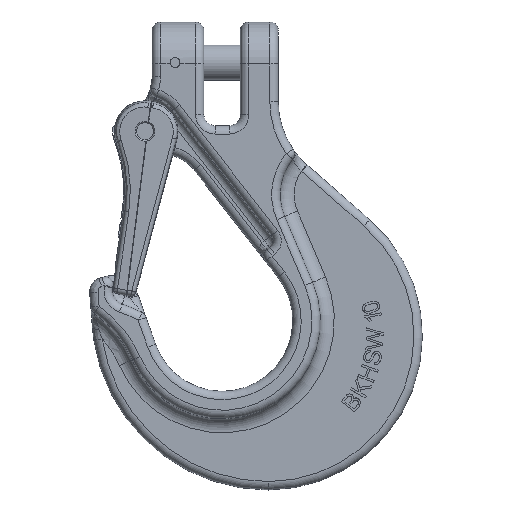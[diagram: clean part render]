
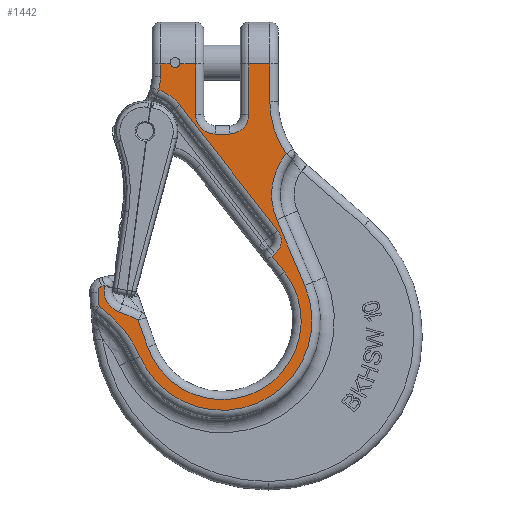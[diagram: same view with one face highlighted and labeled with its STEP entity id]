
A CAD part, top view. The second image highlights one B-rep face of the part: STEP entity #1442.
In plain terms, the highlighted planar face has unit normal (0, 0, 1).
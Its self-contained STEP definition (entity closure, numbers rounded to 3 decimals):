
#674=FACE_OUTER_BOUND('',#3128,.T.);
#1442=ADVANCED_FACE('',(#674),#2246,.F.);
#2246=PLANE('',#13466);
#2586=CIRCLE('',#13452,1.75);
#2587=CIRCLE('',#13453,18.);
#2588=CIRCLE('',#13454,15.5);
#2589=CIRCLE('',#13455,6.);
#2590=CIRCLE('',#13456,28.207);
#2591=CIRCLE('',#13457,37.);
#2592=CIRCLE('',#13458,8.);
#2593=CIRCLE('',#13459,2.);
#2594=CIRCLE('',#13460,43.);
#2595=CIRCLE('',#13461,32.);
#2596=CIRCLE('',#13462,23.);
#2597=CIRCLE('',#13463,33.);
#2598=CIRCLE('',#13464,7.);
#2599=CIRCLE('',#13465,7.);
#3128=EDGE_LOOP('',(#4841,#4842,#4843,#4844,#4845,#4846,#4847,#4848,#4849,
#4850,#4851,#4852,#4853,#4854,#4855,#4856,#4857,#4858,#4859,#4860,#4861,
#4862,#4863,#4864,#4865,#4866,#4867,#4868,#4869,#4870));
#4841=ORIENTED_EDGE('',*,*,#9960,.F.);
#4842=ORIENTED_EDGE('',*,*,#9951,.T.);
#4843=ORIENTED_EDGE('',*,*,#9961,.T.);
#4844=ORIENTED_EDGE('',*,*,#9962,.T.);
#4845=ORIENTED_EDGE('',*,*,#9963,.T.);
#4846=ORIENTED_EDGE('',*,*,#9964,.T.);
#4847=ORIENTED_EDGE('',*,*,#9965,.T.);
#4848=ORIENTED_EDGE('',*,*,#9966,.T.);
#4849=ORIENTED_EDGE('',*,*,#9967,.T.);
#4850=ORIENTED_EDGE('',*,*,#9968,.T.);
#4851=ORIENTED_EDGE('',*,*,#9969,.T.);
#4852=ORIENTED_EDGE('',*,*,#9970,.T.);
#4853=ORIENTED_EDGE('',*,*,#9971,.T.);
#4854=ORIENTED_EDGE('',*,*,#9972,.T.);
#4855=ORIENTED_EDGE('',*,*,#9973,.T.);
#4856=ORIENTED_EDGE('',*,*,#9974,.T.);
#4857=ORIENTED_EDGE('',*,*,#9975,.T.);
#4858=ORIENTED_EDGE('',*,*,#9976,.T.);
#4859=ORIENTED_EDGE('',*,*,#9977,.T.);
#4860=ORIENTED_EDGE('',*,*,#9978,.T.);
#4861=ORIENTED_EDGE('',*,*,#9979,.T.);
#4862=ORIENTED_EDGE('',*,*,#9980,.T.);
#4863=ORIENTED_EDGE('',*,*,#9981,.T.);
#4864=ORIENTED_EDGE('',*,*,#9982,.T.);
#4865=ORIENTED_EDGE('',*,*,#9983,.T.);
#4866=ORIENTED_EDGE('',*,*,#9984,.T.);
#4867=ORIENTED_EDGE('',*,*,#9985,.T.);
#4868=ORIENTED_EDGE('',*,*,#9986,.T.);
#4869=ORIENTED_EDGE('',*,*,#9987,.T.);
#4870=ORIENTED_EDGE('',*,*,#9953,.T.);
#8740=VERTEX_POINT('',#18085);
#8741=VERTEX_POINT('',#18087);
#8742=VERTEX_POINT('',#18122);
#8743=VERTEX_POINT('',#18124);
#8749=VERTEX_POINT('',#18259);
#8750=VERTEX_POINT('',#18261);
#8751=VERTEX_POINT('',#18263);
#8752=VERTEX_POINT('',#18265);
#8753=VERTEX_POINT('',#18267);
#8754=VERTEX_POINT('',#18269);
#8755=VERTEX_POINT('',#18271);
#8756=VERTEX_POINT('',#18273);
#8757=VERTEX_POINT('',#18275);
#8758=VERTEX_POINT('',#18277);
#8759=VERTEX_POINT('',#18279);
#8760=VERTEX_POINT('',#18281);
#8761=VERTEX_POINT('',#18283);
#8762=VERTEX_POINT('',#18285);
#8763=VERTEX_POINT('',#18287);
#8764=VERTEX_POINT('',#18289);
#8765=VERTEX_POINT('',#18291);
#8766=VERTEX_POINT('',#18293);
#8767=VERTEX_POINT('',#18295);
#8768=VERTEX_POINT('',#18297);
#8769=VERTEX_POINT('',#18299);
#8770=VERTEX_POINT('',#18301);
#8771=VERTEX_POINT('',#18303);
#8772=VERTEX_POINT('',#18305);
#8773=VERTEX_POINT('',#18307);
#8774=VERTEX_POINT('',#18309);
#9951=EDGE_CURVE('',#8741,#8740,#11859,.T.);
#9953=EDGE_CURVE('',#8743,#8742,#11860,.T.);
#9960=EDGE_CURVE('',#8741,#8742,#2586,.T.);
#9961=EDGE_CURVE('',#8740,#8749,#11861,.T.);
#9962=EDGE_CURVE('',#8749,#8750,#2587,.T.);
#9963=EDGE_CURVE('',#8750,#8751,#2588,.T.);
#9964=EDGE_CURVE('',#8751,#8752,#11862,.T.);
#9965=EDGE_CURVE('',#8752,#8753,#2589,.T.);
#9966=EDGE_CURVE('',#8753,#8754,#11863,.T.);
#9967=EDGE_CURVE('',#8754,#8755,#11864,.T.);
#9968=EDGE_CURVE('',#8755,#8756,#2590,.T.);
#9969=EDGE_CURVE('',#8756,#8757,#11865,.T.);
#9970=EDGE_CURVE('',#8757,#8758,#2591,.T.);
#9971=EDGE_CURVE('',#8758,#8759,#2592,.T.);
#9972=EDGE_CURVE('',#8759,#8760,#11866,.T.);
#9973=EDGE_CURVE('',#8760,#8761,#11867,.T.);
#9974=EDGE_CURVE('',#8761,#8762,#2593,.T.);
#9975=EDGE_CURVE('',#8762,#8763,#11868,.T.);
#9976=EDGE_CURVE('',#8763,#8764,#2594,.T.);
#9977=EDGE_CURVE('',#8764,#8765,#2595,.T.);
#9978=EDGE_CURVE('',#8765,#8766,#11869,.T.);
#9979=EDGE_CURVE('',#8766,#8767,#2596,.T.);
#9980=EDGE_CURVE('',#8767,#8768,#2597,.T.);
#9981=EDGE_CURVE('',#8768,#8769,#11870,.T.);
#9982=EDGE_CURVE('',#8769,#8770,#11871,.T.);
#9983=EDGE_CURVE('',#8770,#8771,#11872,.T.);
#9984=EDGE_CURVE('',#8771,#8772,#2598,.T.);
#9985=EDGE_CURVE('',#8772,#8773,#11873,.T.);
#9986=EDGE_CURVE('',#8773,#8774,#2599,.T.);
#9987=EDGE_CURVE('',#8774,#8743,#11874,.T.);
#11859=LINE('',#18086,#12619);
#11860=LINE('',#18123,#12620);
#11861=LINE('',#18258,#12621);
#11862=LINE('',#18264,#12622);
#11863=LINE('',#18268,#12623);
#11864=LINE('',#18270,#12624);
#11865=LINE('',#18274,#12625);
#11866=LINE('',#18280,#12626);
#11867=LINE('',#18282,#12627);
#11868=LINE('',#18286,#12628);
#11869=LINE('',#18292,#12629);
#11870=LINE('',#18298,#12630);
#11871=LINE('',#18300,#12631);
#11872=LINE('',#18302,#12632);
#11873=LINE('',#18306,#12633);
#11874=LINE('',#18310,#12634);
#12619=VECTOR('',#14631,1.);
#12620=VECTOR('',#14632,1.);
#12621=VECTOR('',#14645,1.);
#12622=VECTOR('',#14650,1.);
#12623=VECTOR('',#14653,1.);
#12624=VECTOR('',#14654,1.);
#12625=VECTOR('',#14657,1.);
#12626=VECTOR('',#14662,1.);
#12627=VECTOR('',#14663,1.);
#12628=VECTOR('',#14666,1.);
#12629=VECTOR('',#14671,1.);
#12630=VECTOR('',#14676,1.);
#12631=VECTOR('',#14677,1.);
#12632=VECTOR('',#14678,1.);
#12633=VECTOR('',#14681,1.);
#12634=VECTOR('',#14684,1.);
#13452=AXIS2_PLACEMENT_3D('',#18257,#14643,#14644);
#13453=AXIS2_PLACEMENT_3D('',#18260,#14646,#14647);
#13454=AXIS2_PLACEMENT_3D('',#18262,#14648,#14649);
#13455=AXIS2_PLACEMENT_3D('',#18266,#14651,#14652);
#13456=AXIS2_PLACEMENT_3D('',#18272,#14655,#14656);
#13457=AXIS2_PLACEMENT_3D('',#18276,#14658,#14659);
#13458=AXIS2_PLACEMENT_3D('',#18278,#14660,#14661);
#13459=AXIS2_PLACEMENT_3D('',#18284,#14664,#14665);
#13460=AXIS2_PLACEMENT_3D('',#18288,#14667,#14668);
#13461=AXIS2_PLACEMENT_3D('',#18290,#14669,#14670);
#13462=AXIS2_PLACEMENT_3D('',#18294,#14672,#14673);
#13463=AXIS2_PLACEMENT_3D('',#18296,#14674,#14675);
#13464=AXIS2_PLACEMENT_3D('',#18304,#14679,#14680);
#13465=AXIS2_PLACEMENT_3D('',#18308,#14682,#14683);
#13466=AXIS2_PLACEMENT_3D('',#18311,#14685,#14686);
#14631=DIRECTION('',(-1.,0.,0.));
#14632=DIRECTION('',(-1.,0.,0.));
#14643=DIRECTION('',(0.,0.,1.));
#14644=DIRECTION('',(-1.,0.,0.));
#14645=DIRECTION('',(0.,-1.,0.));
#14646=DIRECTION('',(0.,0.,-1.));
#14647=DIRECTION('',(-1.,0.,0.));
#14648=DIRECTION('',(0.,0.,-1.));
#14649=DIRECTION('',(-1.,0.,0.));
#14650=DIRECTION('',(0.616,-0.788,0.));
#14651=DIRECTION('',(0.,0.,-1.));
#14652=DIRECTION('',(-1.,0.,0.));
#14653=DIRECTION('',(-0.788,-0.616,0.));
#14654=DIRECTION('',(0.616,-0.788,0.));
#14655=DIRECTION('',(0.,0.,-1.));
#14656=DIRECTION('',(-1.,0.,0.));
#14657=DIRECTION('',(-0.336,0.942,0.));
#14658=DIRECTION('',(0.,0.,1.));
#14659=DIRECTION('',(-1.,0.,0.));
#14660=DIRECTION('',(0.,0.,-1.));
#14661=DIRECTION('',(-1.,0.,0.));
#14662=DIRECTION('',(0.202,0.979,0.));
#14663=DIRECTION('',(-0.942,-0.336,0.));
#14664=DIRECTION('',(0.,0.,1.));
#14665=DIRECTION('',(-1.,0.,0.));
#14666=DIRECTION('',(0.08,-0.997,0.));
#14667=DIRECTION('',(0.,0.,-1.));
#14668=DIRECTION('',(-1.,0.,0.));
#14669=DIRECTION('',(0.,0.,1.));
#14670=DIRECTION('',(-1.,0.,0.));
#14671=DIRECTION('',(-0.391,0.921,0.));
#14672=DIRECTION('',(0.,0.,-1.));
#14673=DIRECTION('',(-1.,0.,0.));
#14674=DIRECTION('',(0.,0.,-1.));
#14675=DIRECTION('',(-1.,0.,0.));
#14676=DIRECTION('',(0.,1.,0.));
#14677=DIRECTION('',(-1.,0.,0.));
#14678=DIRECTION('',(0.,-1.,0.));
#14679=DIRECTION('',(0.,0.,-1.));
#14680=DIRECTION('',(-1.,0.,0.));
#14681=DIRECTION('',(-1.,0.,0.));
#14682=DIRECTION('',(0.,0.,-1.));
#14683=DIRECTION('',(-1.,0.,0.));
#14684=DIRECTION('',(0.,1.,0.));
#14685=DIRECTION('',(0.,0.,-1.));
#14686=DIRECTION('',(-1.,0.,0.));
#18085=CARTESIAN_POINT('',(-22.,91.543,15.));
#18086=CARTESIAN_POINT('',(-25.,91.543,15.));
#18087=CARTESIAN_POINT('',(-18.477,91.543,15.));
#18122=CARTESIAN_POINT('',(-15.123,91.543,15.));
#18123=CARTESIAN_POINT('',(-25.,91.543,15.));
#18124=CARTESIAN_POINT('',(-9.5,91.543,15.));
#18257=CARTESIAN_POINT('',(-16.8,92.043,15.));
#18258=CARTESIAN_POINT('',(-22.,86.998,15.));
#18259=CARTESIAN_POINT('',(-22.,86.998,15.));
#18260=CARTESIAN_POINT('',(-40.,86.998,15.));
#18261=CARTESIAN_POINT('',(-22.635,82.259,15.));
#18262=CARTESIAN_POINT('',(-27.5,67.543,15.));
#18263=CARTESIAN_POINT('',(-15.286,77.085,15.));
#18264=CARTESIAN_POINT('',(19.807,32.169,15.));
#18265=CARTESIAN_POINT('',(19.807,32.169,15.));
#18266=CARTESIAN_POINT('',(15.079,28.475,15.));
#18267=CARTESIAN_POINT('',(18.773,23.747,15.));
#18268=CARTESIAN_POINT('',(17.823,23.004,15.));
#18269=CARTESIAN_POINT('',(17.823,23.004,15.));
#18270=CARTESIAN_POINT('',(22.228,17.366,15.));
#18271=CARTESIAN_POINT('',(22.228,17.366,15.));
#18272=CARTESIAN_POINT('',(0.,0.,15.));
#18273=CARTESIAN_POINT('',(-26.572,-9.466,15.));
#18274=CARTESIAN_POINT('',(-29.976,0.09,15.));
#18275=CARTESIAN_POINT('',(-29.976,0.09,15.));
#18276=CARTESIAN_POINT('',(-48.088,-32.174,15.));
#18277=CARTESIAN_POINT('',(-36.627,3.006,15.));
#18278=CARTESIAN_POINT('',(-34.149,10.613,15.));
#18279=CARTESIAN_POINT('',(-41.983,12.23,15.));
#18280=CARTESIAN_POINT('',(-41.908,12.596,15.));
#18281=CARTESIAN_POINT('',(-41.908,12.596,15.));
#18282=CARTESIAN_POINT('',(-42.964,12.22,15.));
#18283=CARTESIAN_POINT('',(-42.964,12.22,15.));
#18284=CARTESIAN_POINT('',(-42.292,10.336,15.));
#18285=CARTESIAN_POINT('',(-44.286,10.175,15.));
#18286=CARTESIAN_POINT('',(-43.876,5.097,15.));
#18287=CARTESIAN_POINT('',(-43.876,5.097,15.));
#18288=CARTESIAN_POINT('',(-68.747,-29.98,15.));
#18289=CARTESIAN_POINT('',(-29.332,-12.792,15.));
#18290=CARTESIAN_POINT('',(0.,0.,15.));
#18291=CARTESIAN_POINT('',(29.456,12.503,15.));
#18292=CARTESIAN_POINT('',(33.9,2.034,15.));
#18293=CARTESIAN_POINT('',(19.477,36.013,15.));
#18294=CARTESIAN_POINT('',(40.648,45.,15.));
#18295=CARTESIAN_POINT('',(22.788,59.492,15.));
#18296=CARTESIAN_POINT('',(50.,78.16,15.));
#18297=CARTESIAN_POINT('',(17.,78.16,15.));
#18298=CARTESIAN_POINT('',(17.,91.543,15.));
#18299=CARTESIAN_POINT('',(17.,91.543,15.));
#18300=CARTESIAN_POINT('',(6.5,91.543,15.));
#18301=CARTESIAN_POINT('',(9.5,91.543,15.));
#18302=CARTESIAN_POINT('',(9.5,-5.388,15.));
#18303=CARTESIAN_POINT('',(9.5,73.543,15.));
#18304=CARTESIAN_POINT('',(2.5,73.543,15.));
#18305=CARTESIAN_POINT('',(2.5,66.543,15.));
#18306=CARTESIAN_POINT('',(16.416,66.543,15.));
#18307=CARTESIAN_POINT('',(-2.5,66.543,15.));
#18308=CARTESIAN_POINT('',(-2.5,73.543,15.));
#18309=CARTESIAN_POINT('',(-9.5,73.543,15.));
#18310=CARTESIAN_POINT('',(-9.5,-5.388,15.));
#18311=CARTESIAN_POINT('',(16.416,-5.388,15.));
